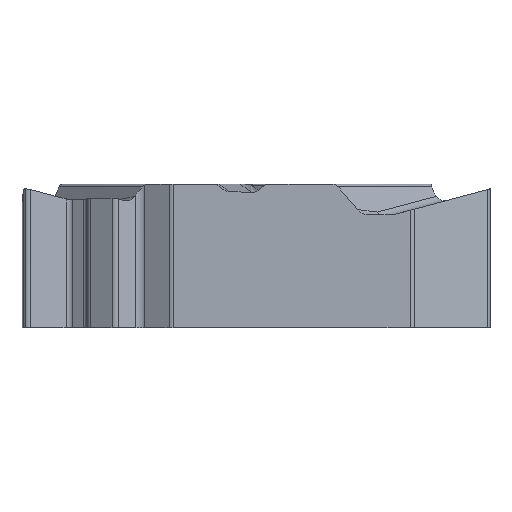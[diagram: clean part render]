
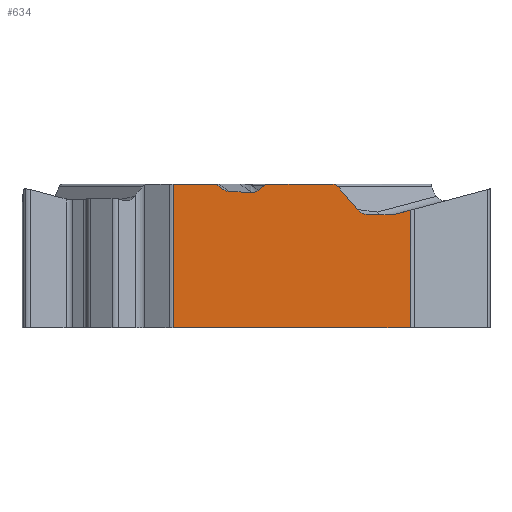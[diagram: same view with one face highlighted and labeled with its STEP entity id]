
A CAD part, left-side view. The second image highlights one B-rep face of the part: STEP entity #634.
In plain terms, the highlighted planar face has unit normal (-1, 0, 0).
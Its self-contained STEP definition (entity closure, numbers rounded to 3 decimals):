
#54=PLANE('',#2176);
#102=FACE_OUTER_BOUND('',#810,.T.);
#209=ELLIPSE('',#2171,0.338,0.32);
#210=ELLIPSE('',#2172,0.392,0.32);
#211=ELLIPSE('',#2173,0.236,0.2);
#212=ELLIPSE('',#2174,0.167,0.15);
#213=ELLIPSE('',#2175,0.15,0.15);
#257=LINE('',#3485,#443);
#258=LINE('',#3489,#444);
#259=LINE('',#3491,#445);
#260=LINE('',#3493,#446);
#261=LINE('',#3497,#447);
#262=LINE('',#3501,#448);
#263=LINE('',#3505,#449);
#264=LINE('',#3509,#450);
#265=LINE('',#3522,#451);
#266=LINE('',#3538,#452);
#267=LINE('',#3542,#453);
#443=VECTOR('',#2394,1.);
#444=VECTOR('',#2399,1.);
#445=VECTOR('',#2400,1.);
#446=VECTOR('',#2401,1.);
#447=VECTOR('',#2404,1.);
#448=VECTOR('',#2407,1.);
#449=VECTOR('',#2410,1.);
#450=VECTOR('',#2413,1.);
#451=VECTOR('',#2414,1.);
#452=VECTOR('',#2415,1.);
#453=VECTOR('',#2418,1.);
#634=ADVANCED_FACE('',(#102),#54,.F.);
#810=EDGE_LOOP('',(#937,#938,#939,#940,#941,#942,#943,#944,#945,#946,#947,
#948,#949,#950,#951,#952,#953,#954));
#937=ORIENTED_EDGE('',*,*,#1752,.F.);
#938=ORIENTED_EDGE('',*,*,#1753,.T.);
#939=ORIENTED_EDGE('',*,*,#1754,.T.);
#940=ORIENTED_EDGE('',*,*,#1755,.T.);
#941=ORIENTED_EDGE('',*,*,#1756,.F.);
#942=ORIENTED_EDGE('',*,*,#1757,.T.);
#943=ORIENTED_EDGE('',*,*,#1758,.T.);
#944=ORIENTED_EDGE('',*,*,#1759,.F.);
#945=ORIENTED_EDGE('',*,*,#1760,.F.);
#946=ORIENTED_EDGE('',*,*,#1761,.F.);
#947=ORIENTED_EDGE('',*,*,#1762,.T.);
#948=ORIENTED_EDGE('',*,*,#1763,.T.);
#949=ORIENTED_EDGE('',*,*,#1764,.T.);
#950=ORIENTED_EDGE('',*,*,#1765,.T.);
#951=ORIENTED_EDGE('',*,*,#1766,.T.);
#952=ORIENTED_EDGE('',*,*,#1767,.F.);
#953=ORIENTED_EDGE('',*,*,#1768,.F.);
#954=ORIENTED_EDGE('',*,*,#1750,.T.);
#1549=VERTEX_POINT('',#3484);
#1550=VERTEX_POINT('',#3486);
#1551=VERTEX_POINT('',#3490);
#1552=VERTEX_POINT('',#3492);
#1553=VERTEX_POINT('',#3494);
#1554=VERTEX_POINT('',#3496);
#1555=VERTEX_POINT('',#3498);
#1556=VERTEX_POINT('',#3500);
#1557=VERTEX_POINT('',#3502);
#1558=VERTEX_POINT('',#3504);
#1559=VERTEX_POINT('',#3506);
#1560=VERTEX_POINT('',#3508);
#1561=VERTEX_POINT('',#3510);
#1562=VERTEX_POINT('',#3521);
#1563=VERTEX_POINT('',#3523);
#1564=VERTEX_POINT('',#3537);
#1565=VERTEX_POINT('',#3539);
#1566=VERTEX_POINT('',#3541);
#1750=EDGE_CURVE('',#1550,#1549,#257,.T.);
#1752=EDGE_CURVE('',#1551,#1549,#258,.T.);
#1753=EDGE_CURVE('',#1551,#1552,#259,.T.);
#1754=EDGE_CURVE('',#1552,#1553,#260,.T.);
#1755=EDGE_CURVE('',#1553,#1554,#209,.T.);
#1756=EDGE_CURVE('',#1555,#1554,#261,.T.);
#1757=EDGE_CURVE('',#1555,#1556,#210,.T.);
#1758=EDGE_CURVE('',#1556,#1557,#262,.T.);
#1759=EDGE_CURVE('',#1558,#1557,#211,.T.);
#1760=EDGE_CURVE('',#1559,#1558,#263,.T.);
#1761=EDGE_CURVE('',#1560,#1559,#212,.T.);
#1762=EDGE_CURVE('',#1560,#1561,#264,.T.);
#1763=EDGE_CURVE('',#1561,#1562,#2120,.T.);
#1764=EDGE_CURVE('',#1562,#1563,#265,.T.);
#1765=EDGE_CURVE('',#1563,#1564,#2121,.T.);
#1766=EDGE_CURVE('',#1564,#1565,#266,.T.);
#1767=EDGE_CURVE('',#1566,#1565,#213,.T.);
#1768=EDGE_CURVE('',#1550,#1566,#267,.T.);
#2120=B_SPLINE_CURVE_WITH_KNOTS('',3,(#3511,#3512,#3513,#3514,#3515,#3516,
#3517,#3518,#3519,#3520),.UNSPECIFIED.,.F.,.F.,(4,3,3,4),(0.,0.474,
0.706,1.),.UNSPECIFIED.);
#2121=B_SPLINE_CURVE_WITH_KNOTS('',3,(#3524,#3525,#3526,#3527,#3528,#3529,
#3530,#3531,#3532,#3533,#3534,#3535,#3536),.UNSPECIFIED.,.F.,.F.,(4,3,3,
3,4),(0.,0.25,0.499,0.746,1.),
 .UNSPECIFIED.);
#2171=AXIS2_PLACEMENT_3D('',#3495,#2402,#2403);
#2172=AXIS2_PLACEMENT_3D('',#3499,#2405,#2406);
#2173=AXIS2_PLACEMENT_3D('',#3503,#2408,#2409);
#2174=AXIS2_PLACEMENT_3D('',#3507,#2411,#2412);
#2175=AXIS2_PLACEMENT_3D('',#3540,#2416,#2417);
#2176=AXIS2_PLACEMENT_3D('',#3543,#2419,#2420);
#2394=DIRECTION('',(0.,0.,-1.));
#2399=DIRECTION('',(0.,1.,0.));
#2400=DIRECTION('',(0.,0.,1.));
#2401=DIRECTION('',(0.,0.966,-0.259));
#2402=DIRECTION('',(1.,0.,0.));
#2403=DIRECTION('',(0.,0.966,-0.259));
#2404=DIRECTION('',(0.,-1.,0.));
#2405=DIRECTION('',(1.,0.,0.));
#2406=DIRECTION('',(0.,0.992,0.124));
#2407=DIRECTION('',(0.,0.651,0.759));
#2408=DIRECTION('',(1.,0.,0.));
#2409=DIRECTION('',(0.,-1.,0.));
#2410=DIRECTION('',(0.,-1.,0.));
#2411=DIRECTION('',(1.,0.,0.));
#2412=DIRECTION('',(0.,1.,0.));
#2413=DIRECTION('',(0.,0.794,-0.608));
#2414=DIRECTION('',(0.,0.999,0.049));
#2415=DIRECTION('',(0.,0.757,0.653));
#2416=DIRECTION('',(1.,0.,0.));
#2417=DIRECTION('',(0.,-1.,0.));
#2418=DIRECTION('',(0.,-1.,0.));
#2419=DIRECTION('',(1.,0.,0.));
#2420=DIRECTION('',(0.,1.,0.));
#3484=CARTESIAN_POINT('',(-4.763,2.14,-3.97));
#3485=CARTESIAN_POINT('',(-4.763,2.14,0.));
#3486=CARTESIAN_POINT('',(-4.763,2.14,0.14));
#3489=CARTESIAN_POINT('',(-4.763,-7.335,-3.97));
#3490=CARTESIAN_POINT('',(-4.762,-4.617,-3.97));
#3491=CARTESIAN_POINT('',(-4.762,-4.617,0.));
#3492=CARTESIAN_POINT('',(-4.762,-4.617,-0.612));
#3493=CARTESIAN_POINT('',(-4.763,6.381,-3.559));
#3494=CARTESIAN_POINT('',(-4.762,-4.202,-0.723));
#3495=CARTESIAN_POINT('',(-4.762,-4.119,-0.414));
#3496=CARTESIAN_POINT('',(-4.762,-4.11,-0.735));
#3497=CARTESIAN_POINT('',(-4.763,7.335,-0.735));
#3498=CARTESIAN_POINT('',(-4.762,-3.456,-0.735));
#3499=CARTESIAN_POINT('',(-4.762,-3.436,-0.414));
#3500=CARTESIAN_POINT('',(-4.763,-3.121,-0.59));
#3501=CARTESIAN_POINT('',(-4.763,1.596,4.916));
#3502=CARTESIAN_POINT('',(-4.763,-2.566,0.058));
#3503=CARTESIAN_POINT('',(-4.763,-2.375,-0.06));
#3504=CARTESIAN_POINT('',(-4.763,-2.375,0.14));
#3505=CARTESIAN_POINT('',(-4.763,7.335,0.14));
#3506=CARTESIAN_POINT('',(-4.763,-0.581,0.14));
#3507=CARTESIAN_POINT('',(-4.763,-0.581,-0.01));
#3508=CARTESIAN_POINT('',(-4.763,-0.473,0.104));
#3509=CARTESIAN_POINT('',(-4.763,4.498,-3.703));
#3510=CARTESIAN_POINT('',(-4.763,-0.283,-0.041));
#3511=CARTESIAN_POINT('',(-4.763,-0.283,-0.041));
#3512=CARTESIAN_POINT('',(-4.763,-0.257,-0.061));
#3513=CARTESIAN_POINT('',(-4.763,-0.226,-0.077));
#3514=CARTESIAN_POINT('',(-4.763,-0.195,-0.087));
#3515=CARTESIAN_POINT('',(-4.763,-0.179,-0.092));
#3516=CARTESIAN_POINT('',(-4.763,-0.163,-0.096));
#3517=CARTESIAN_POINT('',(-4.763,-0.147,-0.098));
#3518=CARTESIAN_POINT('',(-4.763,-0.126,-0.102));
#3519=CARTESIAN_POINT('',(-4.763,-0.105,-0.103));
#3520=CARTESIAN_POINT('',(-4.763,-0.084,-0.102));
#3521=CARTESIAN_POINT('',(-4.763,-0.084,-0.102));
#3522=CARTESIAN_POINT('',(-4.763,-7.313,-0.453));
#3523=CARTESIAN_POINT('',(-4.763,0.563,-0.07));
#3524=CARTESIAN_POINT('',(-4.763,0.563,-0.07));
#3525=CARTESIAN_POINT('',(-4.763,0.581,-0.069));
#3526=CARTESIAN_POINT('',(-4.763,0.599,-0.067));
#3527=CARTESIAN_POINT('',(-4.763,0.617,-0.063));
#3528=CARTESIAN_POINT('',(-4.763,0.634,-0.059));
#3529=CARTESIAN_POINT('',(-4.763,0.652,-0.054));
#3530=CARTESIAN_POINT('',(-4.763,0.668,-0.047));
#3531=CARTESIAN_POINT('',(-4.763,0.685,-0.04));
#3532=CARTESIAN_POINT('',(-4.763,0.701,-0.032));
#3533=CARTESIAN_POINT('',(-4.763,0.717,-0.023));
#3534=CARTESIAN_POINT('',(-4.763,0.732,-0.013));
#3535=CARTESIAN_POINT('',(-4.763,0.747,-0.002));
#3536=CARTESIAN_POINT('',(-4.763,0.761,0.01));
#3537=CARTESIAN_POINT('',(-4.763,0.761,0.01));
#3538=CARTESIAN_POINT('',(-4.763,-3.883,-3.999));
#3539=CARTESIAN_POINT('',(-4.763,0.87,0.104));
#3540=CARTESIAN_POINT('',(-4.763,0.968,-0.01));
#3541=CARTESIAN_POINT('',(-4.763,0.968,0.14));
#3542=CARTESIAN_POINT('',(-4.763,-7.335,0.14));
#3543=CARTESIAN_POINT('',(-4.763,-7.335,0.));
